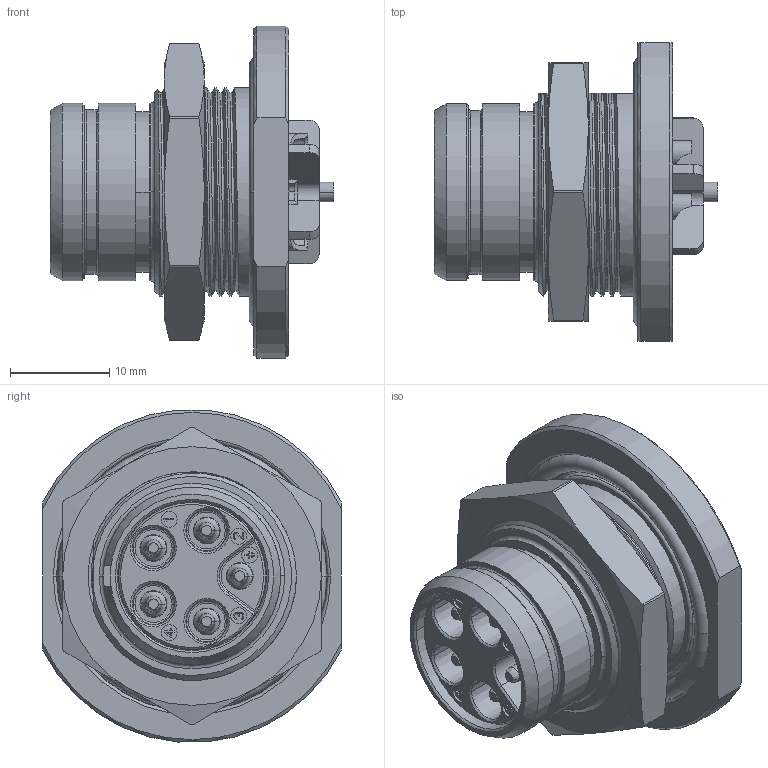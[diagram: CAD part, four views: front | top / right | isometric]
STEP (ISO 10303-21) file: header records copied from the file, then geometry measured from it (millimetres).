
FILE_DESCRIPTION((''),'2;1');
FILE_NAME('1331EV295MZ','2024-07-22T12:47:58',('paultorloting'),('NET AG system integration'),'CREO PARAMETRIC BY PTC INC, 2021404','CREO PARAMETRIC BY PTC INC, 2021404','');
FILE_SCHEMA(('AUTOMOTIVE_DESIGN { 1 0 10303 214 1 1 1 1 }'));
Length unit declared in the file: millimetre
Products named in the file (1): 1331EV295MZ
Bounding box: 28.55 x 30 x 33.38 mm (x, y, z)
Volume: 8230.1 mm3; surface area: 8188.7 mm2
Topology: 1 solids, 1 shells, 786 faces, 2035 edges, 1318 vertices
Faces by surface type: plane 423, cylinder 192, cone 91, torus 45, bspline 35
Entity records: 31905 total; most frequent: CARTESIAN_POINT 9860, ORIENTED_EDGE 4050, DIRECTION 3876, EDGE_CURVE 2025, AXIS2_PLACEMENT_3D 1320, VERTEX_POINT 1318, VECTOR 1233, LINE 1233
